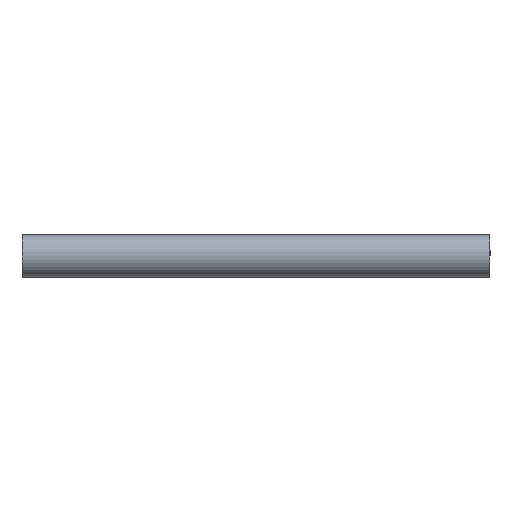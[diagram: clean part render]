
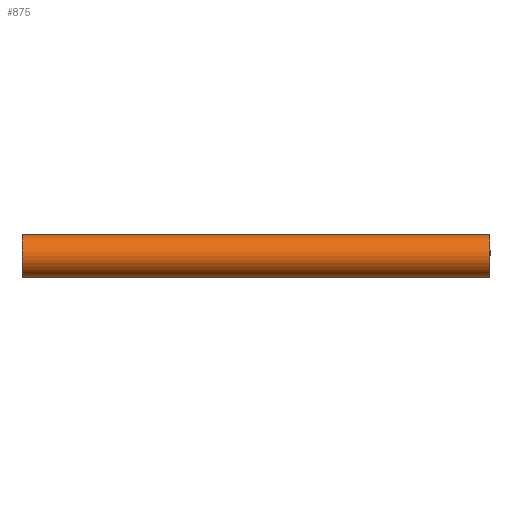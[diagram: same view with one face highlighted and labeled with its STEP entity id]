
A CAD part, front view. The second image highlights one B-rep face of the part: STEP entity #875.
In plain terms, the highlighted cylindrical face has radius 0.45 mm (diameter 0.9 mm), a partial arc.
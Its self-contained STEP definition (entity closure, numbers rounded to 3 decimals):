
#875 = ADVANCED_FACE( '', ( #1299 ), #1300, .T. );
#1299 = FACE_OUTER_BOUND( '', #1900, .T. );
#1300 = CYLINDRICAL_SURFACE( '', #1901, 0.45 );
#1900 = EDGE_LOOP( '', ( #3488, #3489, #3490, #3491 ) );
#1901 = AXIS2_PLACEMENT_3D( '', #3492, #3493, #3494 );
#3488 = ORIENTED_EDGE( '', *, *, #5397, .T. );
#3489 = ORIENTED_EDGE( '', *, *, #4963, .F. );
#3490 = ORIENTED_EDGE( '', *, *, #5394, .F. );
#3491 = ORIENTED_EDGE( '', *, *, #5302, .F. );
#3492 = CARTESIAN_POINT( '', ( 18.897, -7.55, 0. ) );
#3493 = DIRECTION( '', ( 1., 0., 0. ) );
#3494 = DIRECTION( '', ( 0., 0., 1. ) );
#4963 = EDGE_CURVE( '', #5951, #5953, #5954, .F. );
#5302 = EDGE_CURVE( '', #6624, #6626, #6627, .T. );
#5394 = EDGE_CURVE( '', #6626, #5951, #6800, .T. );
#5397 = EDGE_CURVE( '', #6624, #5953, #6803, .T. );
#5951 = VERTEX_POINT( '', #7386 );
#5953 = VERTEX_POINT( '', #7389 );
#5954 = CIRCLE( '', #7390, 0.45 );
#6624 = VERTEX_POINT( '', #8127 );
#6626 = VERTEX_POINT( '', #8130 );
#6627 = CIRCLE( '', #8131, 0.45 );
#6800 = LINE( '', #8340, #8341 );
#6803 = LINE( '', #8346, #8347 );
#7386 = CARTESIAN_POINT( '', ( -5., -7.55, -0.45 ) );
#7389 = CARTESIAN_POINT( '', ( -5., -7.55, 0.45 ) );
#7390 = AXIS2_PLACEMENT_3D( '', #9231, #9232, #9233 );
#8127 = CARTESIAN_POINT( '', ( 5., -7.55, 0.45 ) );
#8130 = CARTESIAN_POINT( '', ( 5., -7.55, -0.45 ) );
#8131 = AXIS2_PLACEMENT_3D( '', #10112, #10113, #10114 );
#8340 = CARTESIAN_POINT( '', ( 18.897, -7.55, -0.45 ) );
#8341 = VECTOR( '', #10316, 1000. );
#8346 = CARTESIAN_POINT( '', ( 18.897, -7.55, 0.45 ) );
#8347 = VECTOR( '', #10319, 1000. );
#9231 = CARTESIAN_POINT( '', ( -5., -7.55, 0. ) );
#9232 = DIRECTION( '', ( 1., 0., 0. ) );
#9233 = DIRECTION( '', ( 0., 1., 0. ) );
#10112 = CARTESIAN_POINT( '', ( 5., -7.55, 0. ) );
#10113 = DIRECTION( '', ( 1., 0., 0. ) );
#10114 = DIRECTION( '', ( 0., 1., 0. ) );
#10316 = DIRECTION( '', ( -1., 0., 0. ) );
#10319 = DIRECTION( '', ( -1., 0., 0. ) );
